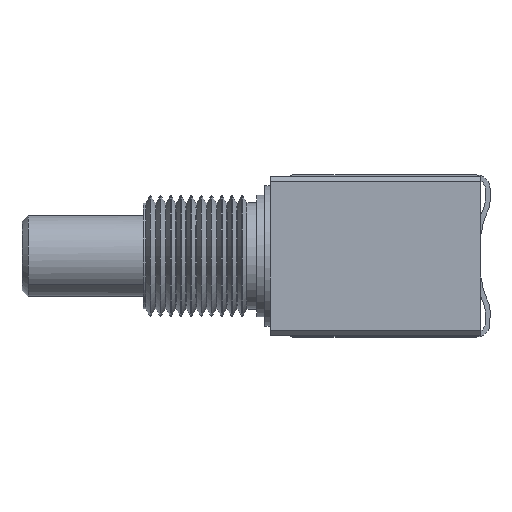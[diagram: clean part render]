
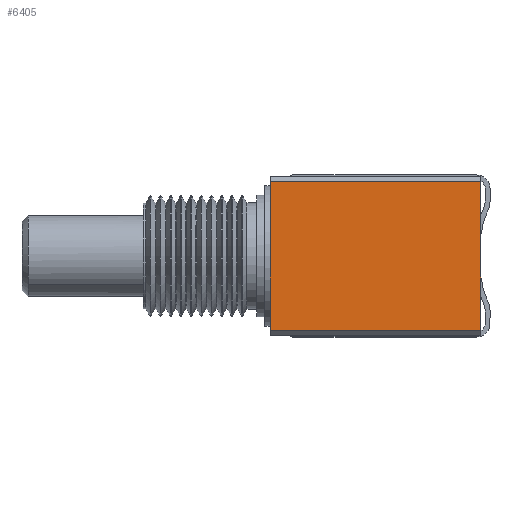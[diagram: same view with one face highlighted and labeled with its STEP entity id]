
A CAD part, top view. The second image highlights one B-rep face of the part: STEP entity #6405.
In plain terms, the highlighted planar face has unit normal (0, 0, 1).
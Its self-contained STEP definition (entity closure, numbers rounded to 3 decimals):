
#5849=CARTESIAN_POINT('',(-8.837,-5.842,13.233));
#5850=VERTEX_POINT('',#5849);
#5857=CARTESIAN_POINT('',(-8.837,5.842,13.233));
#5858=VERTEX_POINT('',#5857);
#5859=CARTESIAN_POINT('',(-8.837,5.842,13.233));
#5860=DIRECTION('',(0.0,-1.0,0.0));
#5861=VECTOR('',#5860,11.684);
#5862=LINE('',#5859,#5861);
#5863=EDGE_CURVE('',#5858,#5850,#5862,.T.);
#6237=CARTESIAN_POINT('',(7.673,5.842,13.233));
#6238=VERTEX_POINT('',#6237);
#6245=CARTESIAN_POINT('',(7.673,-5.842,13.233));
#6246=VERTEX_POINT('',#6245);
#6247=CARTESIAN_POINT('',(7.673,-5.842,13.233));
#6248=DIRECTION('',(0.0,1.0,0.0));
#6249=VECTOR('',#6248,11.684);
#6250=LINE('',#6247,#6249);
#6251=EDGE_CURVE('',#6246,#6238,#6250,.T.);
#6378=CARTESIAN_POINT('',(-8.837,-5.842,13.233));
#6379=DIRECTION('',(1.0,0.0,0.0));
#6380=VECTOR('',#6379,16.51);
#6381=LINE('',#6378,#6380);
#6382=EDGE_CURVE('',#5850,#6246,#6381,.T.);
#6389=CARTESIAN_POINT('',(-8.837,-5.842,13.233));
#6390=DIRECTION('',(0.0,0.0,1.0));
#6391=DIRECTION('',(0.0,-1.0,0.0));
#6392=AXIS2_PLACEMENT_3D('',#6389,#6390,#6391);
#6393=PLANE('',#6392);
#6394=ORIENTED_EDGE('',*,*,#6251,.T.);
#6395=CARTESIAN_POINT('',(-8.837,5.842,13.233));
#6396=DIRECTION('',(1.0,0.0,0.0));
#6397=VECTOR('',#6396,16.51);
#6398=LINE('',#6395,#6397);
#6399=EDGE_CURVE('',#5858,#6238,#6398,.T.);
#6400=ORIENTED_EDGE('',*,*,#6399,.F.);
#6401=ORIENTED_EDGE('',*,*,#5863,.T.);
#6402=ORIENTED_EDGE('',*,*,#6382,.T.);
#6403=EDGE_LOOP('',(#6394,#6400,#6401,#6402));
#6404=FACE_OUTER_BOUND('',#6403,.T.);
#6405=ADVANCED_FACE('',(#6404),#6393,.T.);
